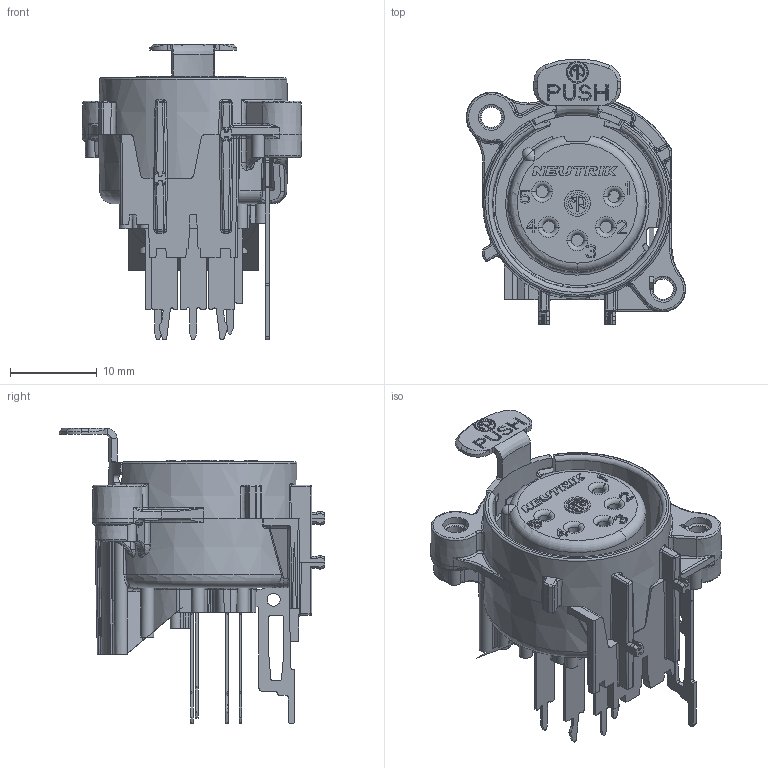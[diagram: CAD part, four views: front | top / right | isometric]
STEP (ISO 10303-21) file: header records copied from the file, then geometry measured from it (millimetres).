
FILE_DESCRIPTION((''),'2;1');
FILE_NAME('NC5FAV','2019-10-25T11:21:39',('odo'),(''),'CREO PARAMETRIC BY PTC INC, 2019080','CREO PARAMETRIC BY PTC INC, 2019080','');
FILE_SCHEMA(('CONFIG_CONTROL_DESIGN'));
Length unit declared in the file: millimetre
Products named in the file (1): NC5FAV
Bounding box: 25.3 x 30.61 x 34.08 mm (x, y, z)
Volume: 5275.7 mm3; surface area: 6002.2 mm2
Topology: 1 solids, 8 shells, 2142 faces, 5700 edges, 3587 vertices
Faces by surface type: plane 1111, cylinder 465, bspline 266, cone 132, torus 113, sphere 53, extrusion 2
Entity records: 75786 total; most frequent: CARTESIAN_POINT 24637, ORIENTED_EDGE 11384, DIRECTION 9752, EDGE_CURVE 5694, VERTEX_POINT 3587, VECTOR 3284, LINE 3282, AXIS2_PLACEMENT_3D 3234
